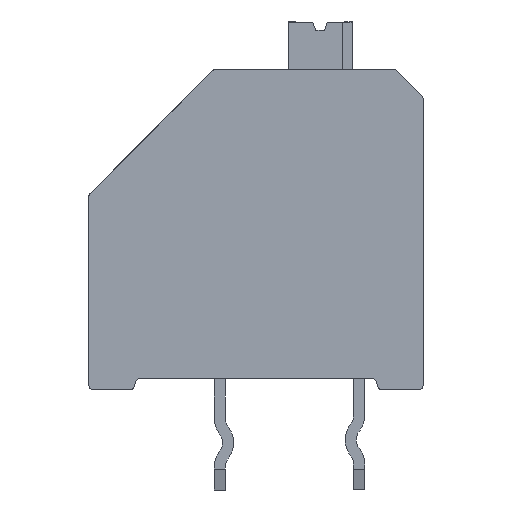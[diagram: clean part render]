
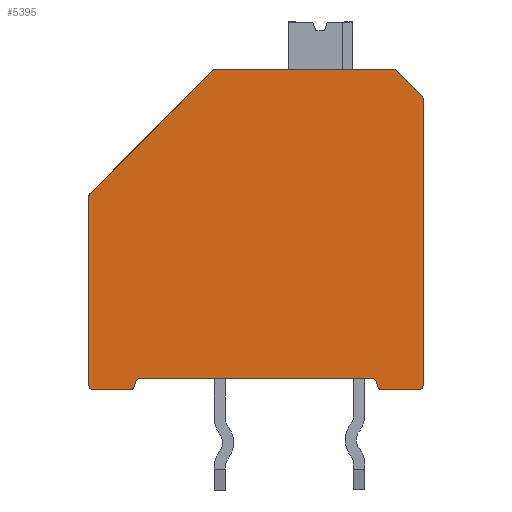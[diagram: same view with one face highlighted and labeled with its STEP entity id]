
A CAD part, front view. The second image highlights one B-rep face of the part: STEP entity #5395.
In plain terms, the highlighted planar face has unit normal (0, -1, 0).
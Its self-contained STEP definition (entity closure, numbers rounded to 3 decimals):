
#244=PLANE('',#5808);
#365=CIRCLE('',#5698,0.17);
#366=CIRCLE('',#5702,0.17);
#368=CIRCLE('',#5706,0.17);
#370=CIRCLE('',#5710,0.17);
#372=CIRCLE('',#5714,0.17);
#374=CIRCLE('',#5718,0.17);
#376=CIRCLE('',#5722,0.17);
#378=CIRCLE('',#5726,0.17);
#380=CIRCLE('',#5730,0.17);
#382=CIRCLE('',#5734,0.17);
#1499=ORIENTED_EDGE('',*,*,#1914,.T.);
#1500=ORIENTED_EDGE('',*,*,#1921,.F.);
#1501=ORIENTED_EDGE('',*,*,#1900,.F.);
#1502=ORIENTED_EDGE('',*,*,#1976,.F.);
#1503=ORIENTED_EDGE('',*,*,#1973,.T.);
#1504=ORIENTED_EDGE('',*,*,#1970,.F.);
#1505=ORIENTED_EDGE('',*,*,#1967,.T.);
#1506=ORIENTED_EDGE('',*,*,#1964,.F.);
#1507=ORIENTED_EDGE('',*,*,#1961,.T.);
#1508=ORIENTED_EDGE('',*,*,#1958,.T.);
#1509=ORIENTED_EDGE('',*,*,#1955,.T.);
#1510=ORIENTED_EDGE('',*,*,#1948,.T.);
#1511=ORIENTED_EDGE('',*,*,#1945,.T.);
#1512=ORIENTED_EDGE('',*,*,#1942,.F.);
#1513=ORIENTED_EDGE('',*,*,#1939,.T.);
#1514=ORIENTED_EDGE('',*,*,#1936,.F.);
#1515=ORIENTED_EDGE('',*,*,#1933,.T.);
#1516=ORIENTED_EDGE('',*,*,#1930,.F.);
#1517=ORIENTED_EDGE('',*,*,#1927,.F.);
#1518=ORIENTED_EDGE('',*,*,#1924,.F.);
#1900=EDGE_CURVE('',#2333,#2334,#2699,.T.);
#1914=EDGE_CURVE('',#2348,#2347,#2712,.T.);
#1921=EDGE_CURVE('',#2334,#2347,#365,.F.);
#1924=EDGE_CURVE('',#2348,#2355,#366,.F.);
#1927=EDGE_CURVE('',#2355,#2357,#2719,.T.);
#1930=EDGE_CURVE('',#2357,#2359,#368,.F.);
#1933=EDGE_CURVE('',#2361,#2359,#2723,.T.);
#1936=EDGE_CURVE('',#2361,#2363,#370,.F.);
#1939=EDGE_CURVE('',#2365,#2363,#2727,.T.);
#1942=EDGE_CURVE('',#2365,#2367,#372,.F.);
#1945=EDGE_CURVE('',#2369,#2367,#2731,.T.);
#1948=EDGE_CURVE('',#2371,#2369,#374,.F.);
#1955=EDGE_CURVE('',#2377,#2371,#2739,.T.);
#1958=EDGE_CURVE('',#2379,#2377,#376,.F.);
#1961=EDGE_CURVE('',#2381,#2379,#2743,.T.);
#1964=EDGE_CURVE('',#2381,#2383,#378,.F.);
#1967=EDGE_CURVE('',#2385,#2383,#2747,.T.);
#1970=EDGE_CURVE('',#2385,#2387,#380,.F.);
#1973=EDGE_CURVE('',#2389,#2387,#2751,.T.);
#1976=EDGE_CURVE('',#2389,#2333,#382,.F.);
#2333=VERTEX_POINT('',#7812);
#2334=VERTEX_POINT('',#7814);
#2347=VERTEX_POINT('',#7841);
#2348=VERTEX_POINT('',#7843);
#2355=VERTEX_POINT('',#7862);
#2357=VERTEX_POINT('',#7868);
#2359=VERTEX_POINT('',#7874);
#2361=VERTEX_POINT('',#7880);
#2363=VERTEX_POINT('',#7886);
#2365=VERTEX_POINT('',#7892);
#2367=VERTEX_POINT('',#7898);
#2369=VERTEX_POINT('',#7904);
#2371=VERTEX_POINT('',#7910);
#2377=VERTEX_POINT('',#7924);
#2379=VERTEX_POINT('',#7930);
#2381=VERTEX_POINT('',#7936);
#2383=VERTEX_POINT('',#7942);
#2385=VERTEX_POINT('',#7948);
#2387=VERTEX_POINT('',#7954);
#2389=VERTEX_POINT('',#7960);
#2699=LINE('',#7813,#3073);
#2712=LINE('',#7842,#3086);
#2719=LINE('',#7867,#3093);
#2723=LINE('',#7879,#3097);
#2727=LINE('',#7891,#3101);
#2731=LINE('',#7903,#3105);
#2739=LINE('',#7923,#3113);
#2743=LINE('',#7935,#3117);
#2747=LINE('',#7947,#3121);
#2751=LINE('',#7959,#3125);
#3073=VECTOR('',#6628,1000.);
#3086=VECTOR('',#6645,1000.);
#3093=VECTOR('',#6670,1000.);
#3097=VECTOR('',#6682,1000.);
#3101=VECTOR('',#6694,1000.);
#3105=VECTOR('',#6706,1000.);
#3113=VECTOR('',#6722,1000.);
#3117=VECTOR('',#6734,1000.);
#3121=VECTOR('',#6746,1000.);
#3125=VECTOR('',#6758,1000.);
#3420=EDGE_LOOP('',(#1499,#1500,#1501,#1502,#1503,#1504,#1505,#1506,#1507,
#1508,#1509,#1510,#1511,#1512,#1513,#1514,#1515,#1516,#1517,#1518));
#3644=FACE_BOUND('',#3420,.T.);
#5395=ADVANCED_FACE('',(#3644),#244,.T.);
#5698=AXIS2_PLACEMENT_3D('',#7856,#6655,#6656);
#5702=AXIS2_PLACEMENT_3D('',#7861,#6663,#6664);
#5706=AXIS2_PLACEMENT_3D('',#7873,#6675,#6676);
#5710=AXIS2_PLACEMENT_3D('',#7885,#6687,#6688);
#5714=AXIS2_PLACEMENT_3D('',#7897,#6699,#6700);
#5718=AXIS2_PLACEMENT_3D('',#7909,#6711,#6712);
#5722=AXIS2_PLACEMENT_3D('',#7929,#6727,#6728);
#5726=AXIS2_PLACEMENT_3D('',#7941,#6739,#6740);
#5730=AXIS2_PLACEMENT_3D('',#7953,#6751,#6752);
#5734=AXIS2_PLACEMENT_3D('',#7965,#6763,#6764);
#5808=AXIS2_PLACEMENT_3D('',#8192,#6980,#6981);
#6628=DIRECTION('',(0.707,0.,0.707));
#6645=DIRECTION('',(-1.,0.,0.));
#6655=DIRECTION('',(0.,-1.,0.));
#6656=DIRECTION('',(0.,0.,-1.));
#6663=DIRECTION('',(0.,-1.,0.));
#6664=DIRECTION('',(0.,0.,-1.));
#6670=DIRECTION('',(0.707,0.,-0.707));
#6675=DIRECTION('',(0.,-1.,0.));
#6676=DIRECTION('',(0.,0.,-1.));
#6682=DIRECTION('',(0.,0.,1.));
#6687=DIRECTION('',(0.,-1.,0.));
#6688=DIRECTION('',(0.,0.,-1.));
#6694=DIRECTION('',(1.,0.,0.));
#6699=DIRECTION('',(0.,-1.,0.));
#6700=DIRECTION('',(0.,0.,-1.));
#6706=DIRECTION('',(0.259,0.,-0.966));
#6711=DIRECTION('',(0.,-1.,0.));
#6712=DIRECTION('',(0.,0.,-1.));
#6722=DIRECTION('',(1.,0.,0.));
#6727=DIRECTION('',(0.,-1.,0.));
#6728=DIRECTION('',(0.,0.,-1.));
#6734=DIRECTION('',(0.259,0.,0.966));
#6739=DIRECTION('',(0.,-1.,0.));
#6740=DIRECTION('',(0.,0.,-1.));
#6746=DIRECTION('',(1.,0.,0.));
#6751=DIRECTION('',(0.,-1.,0.));
#6752=DIRECTION('',(0.,0.,-1.));
#6758=DIRECTION('',(0.,0.,-1.));
#6763=DIRECTION('',(0.,-1.,0.));
#6764=DIRECTION('',(0.,0.,-1.));
#6980=DIRECTION('',(0.,-1.,0.));
#6981=DIRECTION('',(0.,0.,-1.));
#7812=CARTESIAN_POINT('',(0.05,-1.75,6.88));
#7813=CARTESIAN_POINT('',(1.847,-1.75,8.677));
#7814=CARTESIAN_POINT('',(4.45,-1.75,11.28));
#7841=CARTESIAN_POINT('',(4.57,-1.75,11.33));
#7842=CARTESIAN_POINT('',(12.,-1.75,11.33));
#7843=CARTESIAN_POINT('',(10.93,-1.75,11.33));
#7856=CARTESIAN_POINT('',(4.57,-1.75,11.16));
#7861=CARTESIAN_POINT('',(10.93,-1.75,11.16));
#7862=CARTESIAN_POINT('',(11.05,-1.75,11.28));
#7867=CARTESIAN_POINT('',(11.5,-1.75,10.83));
#7868=CARTESIAN_POINT('',(11.95,-1.75,10.38));
#7873=CARTESIAN_POINT('',(11.83,-1.75,10.26));
#7874=CARTESIAN_POINT('',(12.,-1.75,10.26));
#7879=CARTESIAN_POINT('',(12.,-1.75,-0.17));
#7880=CARTESIAN_POINT('',(12.,-1.75,0.));
#7885=CARTESIAN_POINT('',(11.83,-1.75,0.));
#7886=CARTESIAN_POINT('',(11.83,-1.75,-0.17));
#7891=CARTESIAN_POINT('',(0.,-1.75,-0.17));
#7892=CARTESIAN_POINT('',(10.53,-1.75,-0.17));
#7897=CARTESIAN_POINT('',(10.53,-1.75,0.));
#7898=CARTESIAN_POINT('',(10.366,-1.75,-0.044));
#7903=CARTESIAN_POINT('',(10.774,-1.75,-1.566));
#7904=CARTESIAN_POINT('',(10.327,-1.75,0.104));
#7909=CARTESIAN_POINT('',(10.162,-1.75,0.06));
#7910=CARTESIAN_POINT('',(10.162,-1.75,0.23));
#7923=CARTESIAN_POINT('',(10.493,-1.75,0.23));
#7924=CARTESIAN_POINT('',(1.838,-1.75,0.23));
#7929=CARTESIAN_POINT('',(1.838,-1.75,0.06));
#7930=CARTESIAN_POINT('',(1.673,-1.75,0.104));
#7935=CARTESIAN_POINT('',(1.707,-1.75,0.23));
#7936=CARTESIAN_POINT('',(1.634,-1.75,-0.044));
#7941=CARTESIAN_POINT('',(1.47,-1.75,0.));
#7942=CARTESIAN_POINT('',(1.47,-1.75,-0.17));
#7947=CARTESIAN_POINT('',(0.,-1.75,-0.17));
#7948=CARTESIAN_POINT('',(0.17,-1.75,-0.17));
#7953=CARTESIAN_POINT('',(0.17,-1.75,0.));
#7954=CARTESIAN_POINT('',(0.,-1.75,0.));
#7959=CARTESIAN_POINT('',(0.,-1.75,11.33));
#7960=CARTESIAN_POINT('',(0.,-1.75,6.76));
#7965=CARTESIAN_POINT('',(0.17,-1.75,6.76));
#8192=CARTESIAN_POINT('',(0.,-1.75,0.));
